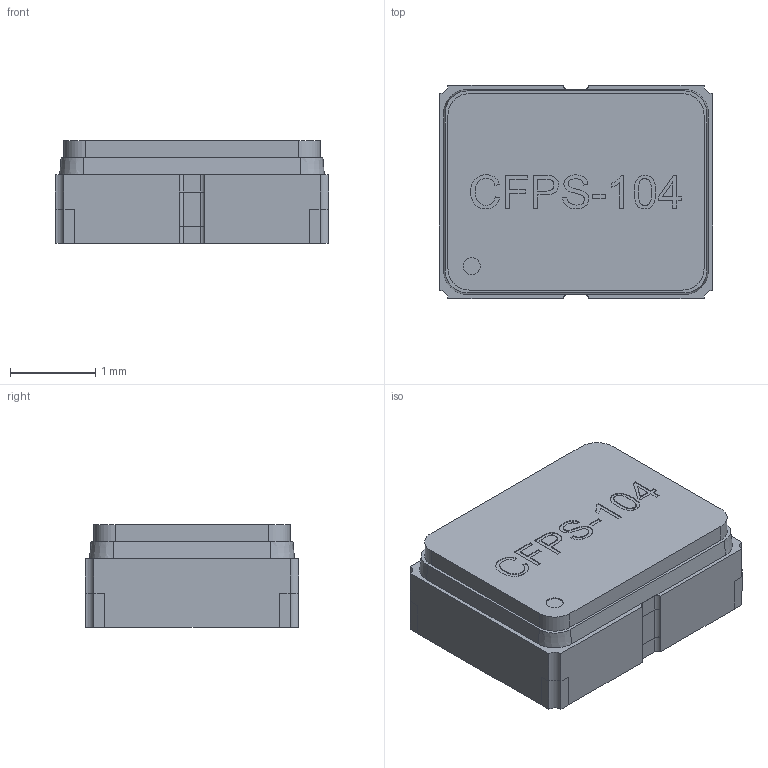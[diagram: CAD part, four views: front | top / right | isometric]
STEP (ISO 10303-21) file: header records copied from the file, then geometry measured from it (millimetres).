
FILE_DESCRIPTION(/* description */ ('Unknown'),/* implementation_level */ '2;1');
FILE_NAME(/* name */ 'CFPS-104',/* time_stamp */ '2020-09-28T15:35:56+01:00',/* author */ ('Unknown'),/* organization */ ('Unknown'),/* preprocessor_version */ 'ST-DEVELOPER v16.7',/* originating_system */ 'DEX',/* authorisation */ $);
FILE_SCHEMA (('AUTOMOTIVE_DESIGN {1 0 10303 214 3 1 1}'));
Length unit declared in the file: millimetre
Products named in the file (4): CFPS-104; Body; Pins; Cover
Assembly tree (3 placements, depth 2):
  CFPS-104
    Body
    Pins
    Cover
Bounding box: 3.2 x 2.5 x 1.2 mm (x, y, z)
Volume: 9.2 mm3; surface area: 59.9 mm2
Topology: 8 solids, 8 shells, 207 faces, 526 edges, 348 vertices
Faces by surface type: plane 152, cylinder 41, bspline 10, cone 4
Full cylindrical faces by diameter (mm): 0.2 x1
Entity records: 7958 total; most frequent: CARTESIAN_POINT 1868, ORIENTED_EDGE 1046, DIRECTION 913, EDGE_CURVE 523, VERTEX_POINT 348, LINE 331, VECTOR 331, AXIS2_PLACEMENT_3D 291
